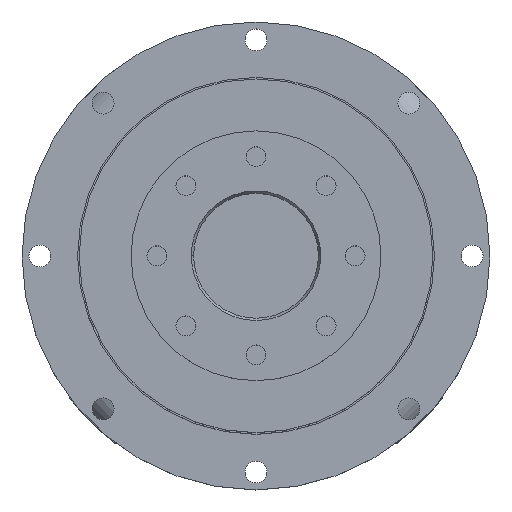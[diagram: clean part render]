
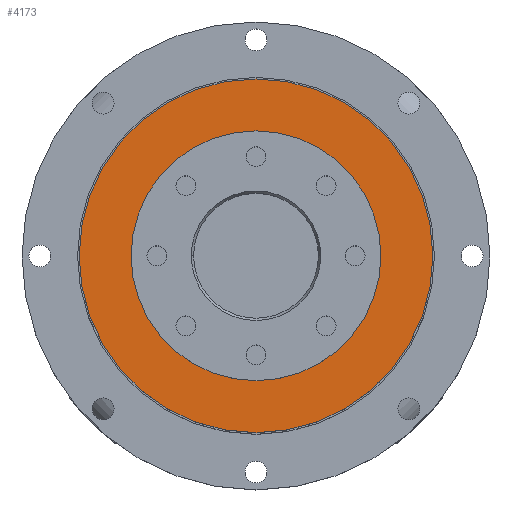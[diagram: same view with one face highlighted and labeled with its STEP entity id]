
A CAD part, top view. The second image highlights one B-rep face of the part: STEP entity #4173.
In plain terms, the highlighted planar face has unit normal (0, 0, 1).
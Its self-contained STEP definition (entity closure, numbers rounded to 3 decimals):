
#4 = AXIS2_PLACEMENT_3D ( 'NONE', #1450, #7159, #2261 ) ;
#257 = AXIS2_PLACEMENT_3D ( 'NONE', #2645, #8359, #3458 ) ;
#722 = DIRECTION ( 'NONE',  ( -1., 0., 0. ) ) ;
#1450 = CARTESIAN_POINT ( 'NONE',  ( 0., 0., -6. ) ) ;
#1915 = DIRECTION ( 'NONE',  ( 0., 0., 1. ) ) ;
#1925 = VERTEX_POINT ( 'NONE', #5004 ) ;
#2096 = FACE_OUTER_BOUND ( 'NONE', #4086, .T. ) ;
#2261 = DIRECTION ( 'NONE',  ( 1., 0., 0. ) ) ;
#2344 = CARTESIAN_POINT ( 'NONE',  ( 0., 44.6, -6. ) ) ;
#2645 = CARTESIAN_POINT ( 'NONE',  ( 0., 0., -6. ) ) ;
#2730 = CIRCLE ( 'NONE', #4, 44.6 ) ;
#2839 = ORIENTED_EDGE ( 'NONE', *, *, #4448, .F. ) ;
#3108 = CARTESIAN_POINT ( 'NONE',  ( 0., 0., -6. ) ) ;
#3458 = DIRECTION ( 'NONE',  ( 1., 0., 0. ) ) ;
#3603 = AXIS2_PLACEMENT_3D ( 'NONE', #2344, #5626, #722 ) ;
#3933 = DIRECTION ( 'NONE',  ( 1., 0., 0. ) ) ;
#4086 = EDGE_LOOP ( 'NONE', ( #7129, #8945 ) ) ;
#4173 = ADVANCED_FACE ( 'NONE', ( #6418, #2096 ), #8875, .F. ) ;
#4297 = CARTESIAN_POINT ( 'NONE',  ( 31.5, 0., -6. ) ) ;
#4313 = CIRCLE ( 'NONE', #8576, 44.6 ) ;
#4448 = EDGE_CURVE ( 'NONE', #6130, #4662, #9839, .T. ) ;
#4662 = VERTEX_POINT ( 'NONE', #8111 ) ;
#4823 = EDGE_CURVE ( 'NONE', #4662, #6130, #10365, .T. ) ;
#5004 = CARTESIAN_POINT ( 'NONE',  ( 44.6, 0., -6. ) ) ;
#5364 = CARTESIAN_POINT ( 'NONE',  ( -44.6, 0., -6. ) ) ;
#5586 = AXIS2_PLACEMENT_3D ( 'NONE', #6830, #1915, #7634 ) ;
#5626 = DIRECTION ( 'NONE',  ( 0., 0., -1. ) ) ;
#6130 = VERTEX_POINT ( 'NONE', #4297 ) ;
#6418 = FACE_BOUND ( 'NONE', #7215, .T. ) ;
#6830 = CARTESIAN_POINT ( 'NONE',  ( 0., 0., -6. ) ) ;
#7020 = EDGE_CURVE ( 'NONE', #1925, #8590, #4313, .T. ) ;
#7129 = ORIENTED_EDGE ( 'NONE', *, *, #7020, .T. ) ;
#7159 = DIRECTION ( 'NONE',  ( 0., 0., 1. ) ) ;
#7215 = EDGE_LOOP ( 'NONE', ( #2839, #9473 ) ) ;
#7634 = DIRECTION ( 'NONE',  ( 1., 0., 0. ) ) ;
#8111 = CARTESIAN_POINT ( 'NONE',  ( -31.5, 0., -6. ) ) ;
#8359 = DIRECTION ( 'NONE',  ( 0., 0., 1. ) ) ;
#8576 = AXIS2_PLACEMENT_3D ( 'NONE', #3108, #8816, #3933 ) ;
#8590 = VERTEX_POINT ( 'NONE', #5364 ) ;
#8758 = EDGE_CURVE ( 'NONE', #8590, #1925, #2730, .T. ) ;
#8816 = DIRECTION ( 'NONE',  ( 0., 0., 1. ) ) ;
#8875 = PLANE ( 'NONE',  #3603 ) ;
#8945 = ORIENTED_EDGE ( 'NONE', *, *, #8758, .T. ) ;
#9473 = ORIENTED_EDGE ( 'NONE', *, *, #4823, .F. ) ;
#9839 = CIRCLE ( 'NONE', #5586, 31.5 ) ;
#10365 = CIRCLE ( 'NONE', #257, 31.5 ) ;
